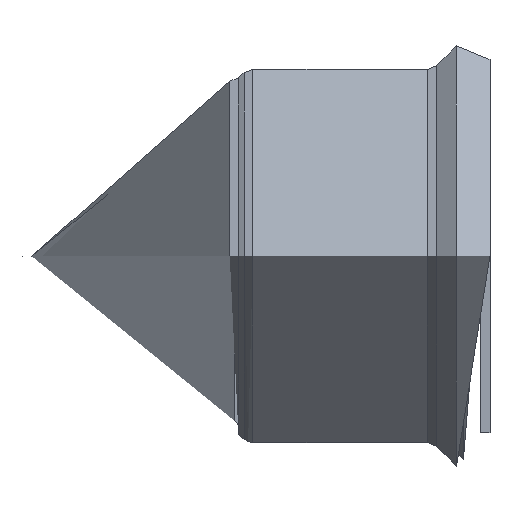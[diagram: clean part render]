
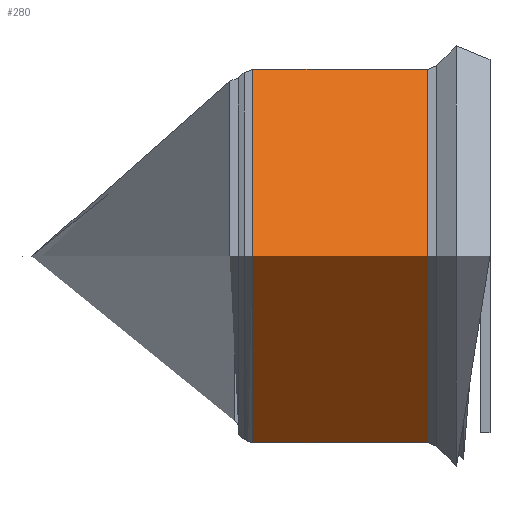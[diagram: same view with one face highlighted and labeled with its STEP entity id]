
A CAD part, top view. The second image highlights one B-rep face of the part: STEP entity #280.
In plain terms, the highlighted free-form (B-spline) face has degree [1, 2] with [2, 9] control points.
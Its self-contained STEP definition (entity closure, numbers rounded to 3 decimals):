
#158 = VERTEX_POINT('',#159);
#159 = CARTESIAN_POINT('',(105.767,0.,28.5));
#165 = EDGE_CURVE('',#166,#158,#168,.T.);
#166 = VERTEX_POINT('',#167);
#167 = CARTESIAN_POINT('',(105.767,28.5,0.));
#168 = ( BOUNDED_CURVE() B_SPLINE_CURVE(2,(#169,#170,#171),
.UNSPECIFIED.,.F.,.F.) B_SPLINE_CURVE_WITH_KNOTS((3,3),(-3.142,
-1.571),.PIECEWISE_BEZIER_KNOTS.) CURVE() 
GEOMETRIC_REPRESENTATION_ITEM() RATIONAL_B_SPLINE_CURVE((1.,
0.707,1.)) REPRESENTATION_ITEM('') );
#169 = CARTESIAN_POINT('',(105.767,28.5,0.));
#170 = CARTESIAN_POINT('',(105.767,28.5,28.5));
#171 = CARTESIAN_POINT('',(105.767,0.,28.5));
#173 = EDGE_CURVE('',#174,#166,#176,.T.);
#174 = VERTEX_POINT('',#175);
#175 = CARTESIAN_POINT('',(105.767,-28.5,0.));
#176 = ( BOUNDED_CURVE() B_SPLINE_CURVE(2,(#177,#178,#179,#180,#181),
.UNSPECIFIED.,.F.,.F.) B_SPLINE_CURVE_WITH_KNOTS((3,2,3),(
    0.,1.571,3.142),.UNSPECIFIED.) 
CURVE() GEOMETRIC_REPRESENTATION_ITEM() RATIONAL_B_SPLINE_CURVE((1.,
0.707,1.,0.707,1.)) REPRESENTATION_ITEM('') );
#177 = CARTESIAN_POINT('',(105.767,-28.5,0.));
#178 = CARTESIAN_POINT('',(105.767,-28.5,-28.5));
#179 = CARTESIAN_POINT('',(105.767,0.,-28.5));
#180 = CARTESIAN_POINT('',(105.767,28.5,-28.5));
#181 = CARTESIAN_POINT('',(105.767,28.5,0.));
#183 = EDGE_CURVE('',#158,#174,#184,.T.);
#184 = ( BOUNDED_CURVE() B_SPLINE_CURVE(2,(#185,#186,#187),
.UNSPECIFIED.,.F.,.F.) B_SPLINE_CURVE_WITH_KNOTS((3,3),(-1.571,
0.),.PIECEWISE_BEZIER_KNOTS.) CURVE() 
GEOMETRIC_REPRESENTATION_ITEM() RATIONAL_B_SPLINE_CURVE((1.,
0.707,1.)) REPRESENTATION_ITEM('') );
#185 = CARTESIAN_POINT('',(105.767,0.,28.5));
#186 = CARTESIAN_POINT('',(105.767,-28.5,28.5));
#187 = CARTESIAN_POINT('',(105.767,-28.5,0.));
#280 = ADVANCED_FACE('',(#281),#318,.T.);
#281 = FACE_BOUND('',#282,.T.);
#282 = EDGE_LOOP('',(#283,#284,#285,#292,#300,#308,#316,#317));
#283 = ORIENTED_EDGE('',*,*,#165,.T.);
#284 = ORIENTED_EDGE('',*,*,#183,.T.);
#285 = ORIENTED_EDGE('',*,*,#286,.T.);
#286 = EDGE_CURVE('',#174,#287,#289,.T.);
#287 = VERTEX_POINT('',#288);
#288 = CARTESIAN_POINT('',(132.429,-28.5,0.));
#289 = B_SPLINE_CURVE_WITH_KNOTS('',1,(#290,#291),.UNSPECIFIED.,.F.,.F.,
  (2,2),(-0.454,0.481),.PIECEWISE_BEZIER_KNOTS.);
#290 = CARTESIAN_POINT('',(105.767,-28.5,0.));
#291 = CARTESIAN_POINT('',(132.429,-28.5,0.));
#292 = ORIENTED_EDGE('',*,*,#293,.F.);
#293 = EDGE_CURVE('',#294,#287,#296,.T.);
#294 = VERTEX_POINT('',#295);
#295 = CARTESIAN_POINT('',(132.429,0.,28.5));
#296 = ( BOUNDED_CURVE() B_SPLINE_CURVE(2,(#297,#298,#299),
.UNSPECIFIED.,.F.,.F.) B_SPLINE_CURVE_WITH_KNOTS((3,3),(1.571,
3.142),.PIECEWISE_BEZIER_KNOTS.) CURVE() 
GEOMETRIC_REPRESENTATION_ITEM() RATIONAL_B_SPLINE_CURVE((1.,
0.707,1.)) REPRESENTATION_ITEM('') );
#297 = CARTESIAN_POINT('',(132.429,0.,28.5));
#298 = CARTESIAN_POINT('',(132.429,-28.5,28.5));
#299 = CARTESIAN_POINT('',(132.429,-28.5,0.));
#300 = ORIENTED_EDGE('',*,*,#301,.F.);
#301 = EDGE_CURVE('',#302,#294,#304,.T.);
#302 = VERTEX_POINT('',#303);
#303 = CARTESIAN_POINT('',(132.429,28.5,0.));
#304 = ( BOUNDED_CURVE() B_SPLINE_CURVE(2,(#305,#306,#307),
.UNSPECIFIED.,.F.,.F.) B_SPLINE_CURVE_WITH_KNOTS((3,3),(0.,
1.571),.PIECEWISE_BEZIER_KNOTS.) CURVE() 
GEOMETRIC_REPRESENTATION_ITEM() RATIONAL_B_SPLINE_CURVE((1.,
0.707,1.)) REPRESENTATION_ITEM('') );
#305 = CARTESIAN_POINT('',(132.429,28.5,0.));
#306 = CARTESIAN_POINT('',(132.429,28.5,28.5));
#307 = CARTESIAN_POINT('',(132.429,0.,28.5));
#308 = ORIENTED_EDGE('',*,*,#309,.F.);
#309 = EDGE_CURVE('',#287,#302,#310,.T.);
#310 = ( BOUNDED_CURVE() B_SPLINE_CURVE(2,(#311,#312,#313,#314,#315),
.UNSPECIFIED.,.F.,.F.) B_SPLINE_CURVE_WITH_KNOTS((3,2,3),(3.142,
4.712,6.283),.PIECEWISE_BEZIER_KNOTS.) CURVE() 
GEOMETRIC_REPRESENTATION_ITEM() RATIONAL_B_SPLINE_CURVE((1.,
0.707,1.,0.707,1.)) REPRESENTATION_ITEM('') );
#311 = CARTESIAN_POINT('',(132.429,-28.5,0.));
#312 = CARTESIAN_POINT('',(132.429,-28.5,-28.5));
#313 = CARTESIAN_POINT('',(132.429,0.,-28.5));
#314 = CARTESIAN_POINT('',(132.429,28.5,-28.5));
#315 = CARTESIAN_POINT('',(132.429,28.5,0.));
#316 = ORIENTED_EDGE('',*,*,#286,.F.);
#317 = ORIENTED_EDGE('',*,*,#173,.T.);
#318 = ( BOUNDED_SURFACE() B_SPLINE_SURFACE(1,2,(
    (#319,#320,#321,#322,#323,#324,#325,#326,#327)
    ,(#328,#329,#330,#331,#332,#333,#334,#335,#336
)),.UNSPECIFIED.,.F.,.T.,.F.) B_SPLINE_SURFACE_WITH_KNOTS((2,2),(1,2,2,2
    ,2,2,1),(-0.481,0.454),(-4.712,
    -3.142,-1.571,0.,1.571,3.142,
4.712),.UNSPECIFIED.) GEOMETRIC_REPRESENTATION_ITEM() 
RATIONAL_B_SPLINE_SURFACE((
    (1.,0.707,1.,0.707,1.,0.707,1.
      ,0.707,1.)
    ,(1.,0.707,1.,0.707,1.,0.707,1.
,0.707,1.))) REPRESENTATION_ITEM('') SURFACE() );
#319 = CARTESIAN_POINT('',(132.429,-28.5,0.));
#320 = CARTESIAN_POINT('',(132.429,-28.5,-28.5));
#321 = CARTESIAN_POINT('',(132.429,0.,-28.5));
#322 = CARTESIAN_POINT('',(132.429,28.5,-28.5));
#323 = CARTESIAN_POINT('',(132.429,28.5,0.));
#324 = CARTESIAN_POINT('',(132.429,28.5,28.5));
#325 = CARTESIAN_POINT('',(132.429,0.,28.5));
#326 = CARTESIAN_POINT('',(132.429,-28.5,28.5));
#327 = CARTESIAN_POINT('',(132.429,-28.5,0.));
#328 = CARTESIAN_POINT('',(105.767,-28.5,0.));
#329 = CARTESIAN_POINT('',(105.767,-28.5,-28.5));
#330 = CARTESIAN_POINT('',(105.767,0.,-28.5));
#331 = CARTESIAN_POINT('',(105.767,28.5,-28.5));
#332 = CARTESIAN_POINT('',(105.767,28.5,0.));
#333 = CARTESIAN_POINT('',(105.767,28.5,28.5));
#334 = CARTESIAN_POINT('',(105.767,0.,28.5));
#335 = CARTESIAN_POINT('',(105.767,-28.5,28.5));
#336 = CARTESIAN_POINT('',(105.767,-28.5,0.));
